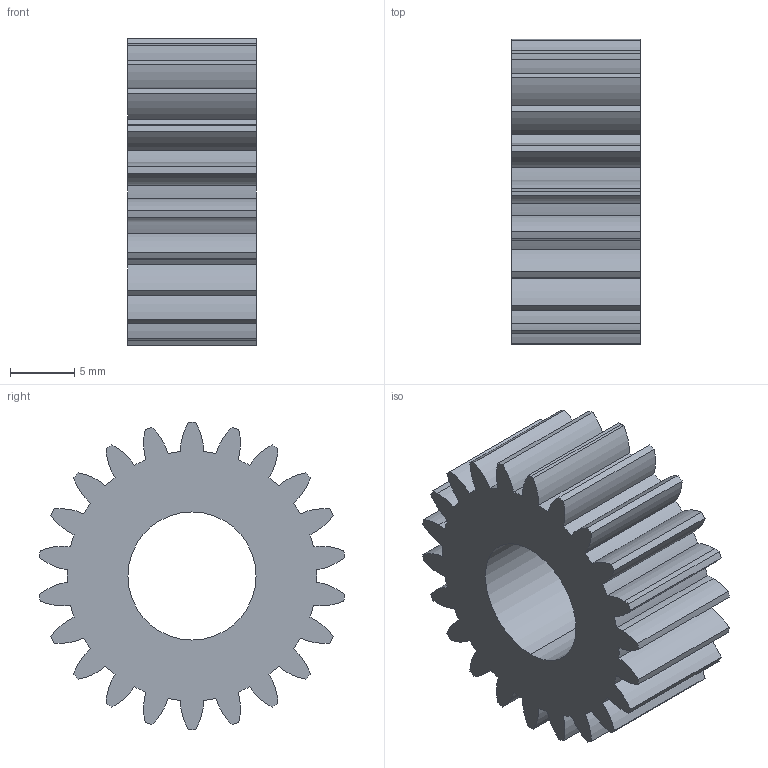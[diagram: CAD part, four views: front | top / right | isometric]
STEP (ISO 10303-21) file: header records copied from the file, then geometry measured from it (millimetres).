
FILE_DESCRIPTION (( 'STEP AP203' ), '1' );
FILE_NAME ('planet2v2.STEP', '2019-04-30T09:07:12', ( '' ), ( '' ), 'SwSTEP 2.0', 'SolidWorks 2014', '' );
FILE_SCHEMA (( 'CONFIG_CONTROL_DESIGN' ));
Length unit declared in the file: millimetre
Products named in the file (1): planet2v2
Bounding box: 10 x 23.83 x 24 mm (x, y, z)
Volume: 2892.2 mm3; surface area: 2284.9 mm2
Topology: 1 solids, 1 shells, 97 faces, 285 edges, 190 vertices
Faces by surface type: cylinder 95, plane 2
Entity records: 3430 total; most frequent: DIRECTION 671, CARTESIAN_POINT 573, ORIENTED_EDGE 570, AXIS2_PLACEMENT_3D 288, EDGE_CURVE 285, CIRCLE 190, VERTEX_POINT 190, EDGE_LOOP 99
